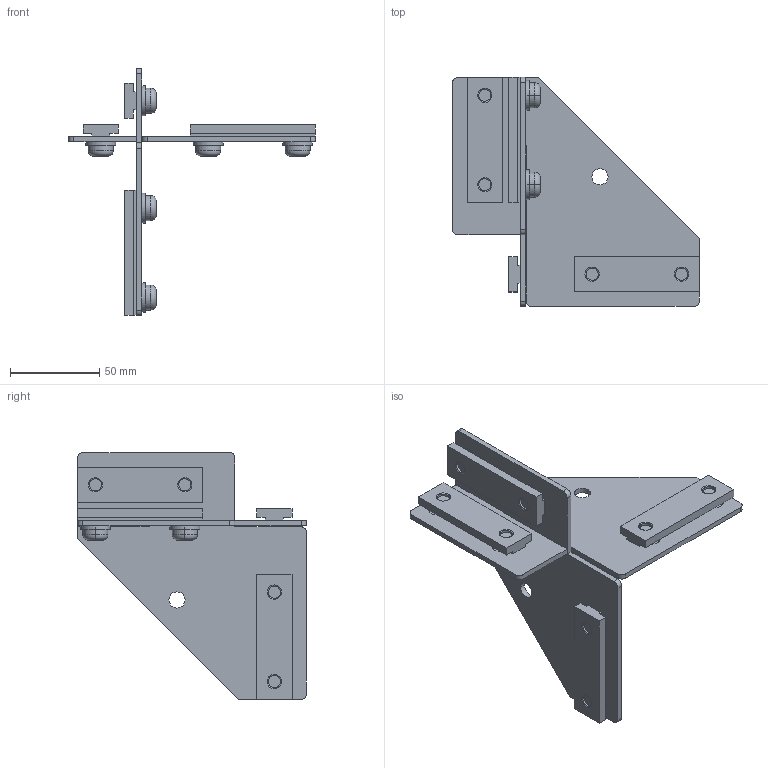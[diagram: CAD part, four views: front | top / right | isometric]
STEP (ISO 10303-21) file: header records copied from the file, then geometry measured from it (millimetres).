
FILE_DESCRIPTION(('Creo Elements/Direct Modeling STEP Export'),'2;1');
FILE_NAME('44.0202.1_Knoteneckeinheit-MMS-44_3mm-schwarz.stp','2022-03-21T 8:58:33',(''),(''),'PTC Creo Elements/Direct Modeling STEP processor for AP214 (Solid Model)','PTC Creo Elements/Direct Modeling 19.0C 15-Aug-2015 (C) Parametric Technology GmbH','');
FILE_SCHEMA(('AUTOMOTIVE_DESIGN { 1 0 10303 214 1 1 1 1 }'));
Length unit declared in the file: millimetre
Products named in the file (5): Seitenblech_Laserschneideteil-3mm_004-11824-12-2_PX173498.02; Klemmschiene-MMS-44_70mm_44.0145_PX173058.02.02.02.02; Sperrzahnschraube_M8x8-aehnlich-DIN912_44.0511_PX173490.04.03.02; Seitenblech_Laserschneideteil-3mm_004-11824-12-1_PX173497.02; Knoteneckeinheit-MMS-44_3mm-schwarz_44.0202.1_PX173504
Assembly tree (14 placements, depth 2):
  Knoteneckeinheit-MMS-44_3mm-schwarz_44.0202.1_PX173504
    Seitenblech_Laserschneideteil-3mm_004-11824-12-1_PX173497.02
    Klemmschiene-MMS-44_70mm_44.0145_PX173058.02.02.02.02  x4
    Sperrzahnschraube_M8x8-aehnlich-DIN912_44.0511_PX173490.04.03.02  x8
    Seitenblech_Laserschneideteil-3mm_004-11824-12-2_PX173498.02
Bounding box: 138 x 128 x 138 mm (x, y, z)
Volume: 109545.9 mm3; surface area: 73902.3 mm2
Topology: 14 solids, 14 shells, 324 faces, 752 edges, 480 vertices
Faces by surface type: plane 168, cylinder 92, cone 48, torus 16
Entity records: 3610 total; most frequent: DIRECTION 588, CARTESIAN_POINT 581, ORIENTED_EDGE 576, EDGE_CURVE 288, VECTOR 198, LINE 198, AXIS2_PLACEMENT_3D 195, VERTEX_POINT 188
